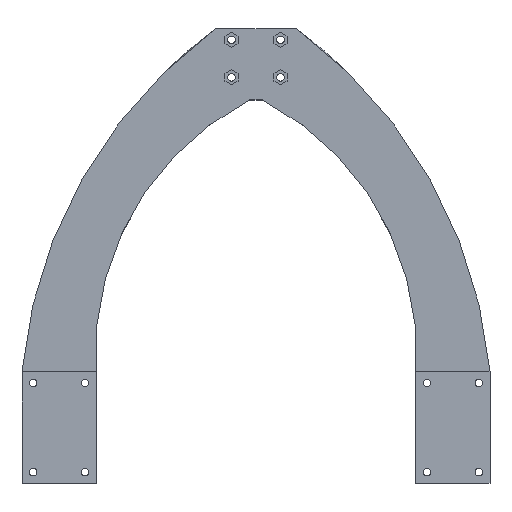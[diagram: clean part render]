
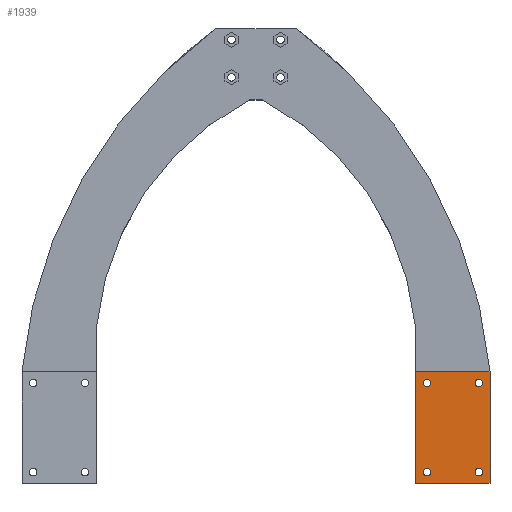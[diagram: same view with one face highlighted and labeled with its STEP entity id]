
A CAD part, top view. The second image highlights one B-rep face of the part: STEP entity #1939.
In plain terms, the highlighted planar face has unit normal (0, 0, 1).
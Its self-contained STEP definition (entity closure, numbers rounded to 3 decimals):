
#15 = CARTESIAN_POINT ( 'NONE',  ( 100., -91.662, 108.338 ) ) ;
#41 = CARTESIAN_POINT ( 'NONE',  ( 71.747, -121.662, 108.338 ) ) ;
#109 = CARTESIAN_POINT ( 'NONE',  ( 71.747, -96.662, 108.338 ) ) ;
#150 = EDGE_CURVE ( 'NONE', #1930, #433, #2159, .T. ) ;
#202 = AXIS2_PLACEMENT_3D ( 'NONE', #2033, #1770, #507 ) ;
#210 = DIRECTION ( 'NONE',  ( 0., 1., 0. ) ) ;
#214 = DIRECTION ( 'NONE',  ( 0., 1., 0. ) ) ;
#222 = CARTESIAN_POINT ( 'NONE',  ( 76.747, -91.662, 108.338 ) ) ;
#240 = VERTEX_POINT ( 'NONE', #2508 ) ;
#250 = EDGE_CURVE ( 'NONE', #433, #1930, #272, .T. ) ;
#272 = CIRCLE ( 'NONE', #1185, 1.7 ) ;
#335 = AXIS2_PLACEMENT_3D ( 'NONE', #222, #2271, #210 ) ;
#350 = VERTEX_POINT ( 'NONE', #2185 ) ;
#357 = FACE_BOUND ( 'NONE', #833, .T. ) ;
#363 = AXIS2_PLACEMENT_3D ( 'NONE', #2373, #492, #940 ) ;
#422 = LINE ( 'NONE', #805, #718 ) ;
#427 = CARTESIAN_POINT ( 'NONE',  ( 100., -91.662, 108.338 ) ) ;
#433 = VERTEX_POINT ( 'NONE', #722 ) ;
#492 = DIRECTION ( 'NONE',  ( 0., 0., -1. ) ) ;
#501 = VECTOR ( 'NONE', #1714, 1000. ) ;
#507 = DIRECTION ( 'NONE',  ( 0., 1., 0. ) ) ;
#512 = EDGE_CURVE ( 'NONE', #1948, #1858, #1946, .T. ) ;
#522 = DIRECTION ( 'NONE',  ( -1., 0., 0. ) ) ;
#543 = CIRCLE ( 'NONE', #1774, 1.7 ) ;
#557 = CARTESIAN_POINT ( 'NONE',  ( 105., -46.662, 108.338 ) ) ;
#573 = ORIENTED_EDGE ( 'NONE', *, *, #512, .T. ) ;
#577 = AXIS2_PLACEMENT_3D ( 'NONE', #1178, #1402, #962 ) ;
#580 = AXIS2_PLACEMENT_3D ( 'NONE', #1269, #2333, #1448 ) ;
#588 = EDGE_CURVE ( 'NONE', #2626, #1370, #2671, .T. ) ;
#594 = CARTESIAN_POINT ( 'NONE',  ( 105., -46.662, 108.338 ) ) ;
#611 = CARTESIAN_POINT ( 'NONE',  ( 76.747, -91.662, 108.338 ) ) ;
#627 = DIRECTION ( 'NONE',  ( 0., 1., 0. ) ) ;
#639 = AXIS2_PLACEMENT_3D ( 'NONE', #427, #1258, #1438 ) ;
#718 = VECTOR ( 'NONE', #1254, 1000. ) ;
#722 = CARTESIAN_POINT ( 'NONE',  ( 76.747, -53.362, 108.338 ) ) ;
#725 = FACE_BOUND ( 'NONE', #1599, .T. ) ;
#755 = ORIENTED_EDGE ( 'NONE', *, *, #1132, .T. ) ;
#769 = CARTESIAN_POINT ( 'NONE',  ( 105., -46.662, 108.338 ) ) ;
#780 = EDGE_CURVE ( 'NONE', #1858, #1948, #1807, .T. ) ;
#804 = EDGE_LOOP ( 'NONE', ( #755, #806 ) ) ;
#805 = CARTESIAN_POINT ( 'NONE',  ( 105., -96.662, 108.338 ) ) ;
#806 = ORIENTED_EDGE ( 'NONE', *, *, #2594, .T. ) ;
#811 = AXIS2_PLACEMENT_3D ( 'NONE', #15, #2511, #2281 ) ;
#833 = EDGE_LOOP ( 'NONE', ( #573, #1849 ) ) ;
#895 = VERTEX_POINT ( 'NONE', #109 ) ;
#940 = DIRECTION ( 'NONE',  ( 0., 1., 0. ) ) ;
#962 = DIRECTION ( 'NONE',  ( 0., 1., 0. ) ) ;
#984 = FACE_BOUND ( 'NONE', #804, .T. ) ;
#1081 = LINE ( 'NONE', #41, #501 ) ;
#1098 = CARTESIAN_POINT ( 'NONE',  ( 100., -93.362, 108.338 ) ) ;
#1132 = EDGE_CURVE ( 'NONE', #350, #1433, #543, .T. ) ;
#1169 = EDGE_LOOP ( 'NONE', ( #1306, #2280 ) ) ;
#1178 = CARTESIAN_POINT ( 'NONE',  ( 76.747, -51.662, 108.338 ) ) ;
#1185 = AXIS2_PLACEMENT_3D ( 'NONE', #2555, #2336, #627 ) ;
#1186 = FACE_BOUND ( 'NONE', #1169, .T. ) ;
#1188 = CARTESIAN_POINT ( 'NONE',  ( 76.747, -93.362, 108.338 ) ) ;
#1195 = EDGE_CURVE ( 'NONE', #1370, #895, #422, .T. ) ;
#1204 = CIRCLE ( 'NONE', #639, 1.7 ) ;
#1254 = DIRECTION ( 'NONE',  ( -1., 0., 0. ) ) ;
#1258 = DIRECTION ( 'NONE',  ( 0., 0., -1. ) ) ;
#1269 = CARTESIAN_POINT ( 'NONE',  ( 100., -51.662, 108.338 ) ) ;
#1279 = EDGE_CURVE ( 'NONE', #895, #2497, #1081, .T. ) ;
#1306 = ORIENTED_EDGE ( 'NONE', *, *, #2055, .T. ) ;
#1322 = EDGE_LOOP ( 'NONE', ( #1959, #2531, #1494, #2341 ) ) ;
#1370 = VERTEX_POINT ( 'NONE', #1422 ) ;
#1402 = DIRECTION ( 'NONE',  ( 0., 0., -1. ) ) ;
#1422 = CARTESIAN_POINT ( 'NONE',  ( 105., -96.662, 108.338 ) ) ;
#1433 = VERTEX_POINT ( 'NONE', #1188 ) ;
#1438 = DIRECTION ( 'NONE',  ( 0., 1., 0. ) ) ;
#1448 = DIRECTION ( 'NONE',  ( 0., 1., 0. ) ) ;
#1494 = ORIENTED_EDGE ( 'NONE', *, *, #2493, .T. ) ;
#1559 = CIRCLE ( 'NONE', #811, 1.7 ) ;
#1574 = EDGE_CURVE ( 'NONE', #1679, #240, #1559, .T. ) ;
#1581 = PLANE ( 'NONE',  #202 ) ;
#1599 = EDGE_LOOP ( 'NONE', ( #1642, #2147 ) ) ;
#1642 = ORIENTED_EDGE ( 'NONE', *, *, #150, .T. ) ;
#1679 = VERTEX_POINT ( 'NONE', #1098 ) ;
#1714 = DIRECTION ( 'NONE',  ( 0., 1., 0. ) ) ;
#1770 = DIRECTION ( 'NONE',  ( 0., 0., -1. ) ) ;
#1774 = AXIS2_PLACEMENT_3D ( 'NONE', #611, #1893, #214 ) ;
#1807 = CIRCLE ( 'NONE', #580, 1.7 ) ;
#1829 = CIRCLE ( 'NONE', #335, 1.7 ) ;
#1830 = FACE_OUTER_BOUND ( 'NONE', #1322, .T. ) ;
#1849 = ORIENTED_EDGE ( 'NONE', *, *, #780, .T. ) ;
#1858 = VERTEX_POINT ( 'NONE', #2020 ) ;
#1893 = DIRECTION ( 'NONE',  ( 0., 0., -1. ) ) ;
#1930 = VERTEX_POINT ( 'NONE', #2443 ) ;
#1939 = ADVANCED_FACE ( 'NONE', ( #984, #725, #357, #1186, #1830 ), #1581, .F. ) ;
#1946 = CIRCLE ( 'NONE', #363, 1.7 ) ;
#1948 = VERTEX_POINT ( 'NONE', #1983 ) ;
#1959 = ORIENTED_EDGE ( 'NONE', *, *, #1195, .F. ) ;
#1983 = CARTESIAN_POINT ( 'NONE',  ( 100., -49.962, 108.338 ) ) ;
#2020 = CARTESIAN_POINT ( 'NONE',  ( 100., -53.362, 108.338 ) ) ;
#2033 = CARTESIAN_POINT ( 'NONE',  ( 105., -46.662, 108.338 ) ) ;
#2055 = EDGE_CURVE ( 'NONE', #240, #1679, #1204, .T. ) ;
#2136 = VECTOR ( 'NONE', #522, 1000. ) ;
#2147 = ORIENTED_EDGE ( 'NONE', *, *, #250, .T. ) ;
#2159 = CIRCLE ( 'NONE', #577, 1.7 ) ;
#2185 = CARTESIAN_POINT ( 'NONE',  ( 76.747, -89.962, 108.338 ) ) ;
#2199 = CARTESIAN_POINT ( 'NONE',  ( 71.747, -46.662, 108.338 ) ) ;
#2248 = DIRECTION ( 'NONE',  ( 0., -1., 0. ) ) ;
#2271 = DIRECTION ( 'NONE',  ( 0., 0., -1. ) ) ;
#2280 = ORIENTED_EDGE ( 'NONE', *, *, #1574, .T. ) ;
#2281 = DIRECTION ( 'NONE',  ( 0., 1., 0. ) ) ;
#2333 = DIRECTION ( 'NONE',  ( 0., 0., -1. ) ) ;
#2335 = VECTOR ( 'NONE', #2248, 1000. ) ;
#2336 = DIRECTION ( 'NONE',  ( 0., 0., -1. ) ) ;
#2341 = ORIENTED_EDGE ( 'NONE', *, *, #1279, .F. ) ;
#2373 = CARTESIAN_POINT ( 'NONE',  ( 100., -51.662, 108.338 ) ) ;
#2443 = CARTESIAN_POINT ( 'NONE',  ( 76.747, -49.962, 108.338 ) ) ;
#2493 = EDGE_CURVE ( 'NONE', #2626, #2497, #2646, .T. ) ;
#2497 = VERTEX_POINT ( 'NONE', #2199 ) ;
#2508 = CARTESIAN_POINT ( 'NONE',  ( 100., -89.962, 108.338 ) ) ;
#2511 = DIRECTION ( 'NONE',  ( 0., 0., -1. ) ) ;
#2531 = ORIENTED_EDGE ( 'NONE', *, *, #588, .F. ) ;
#2555 = CARTESIAN_POINT ( 'NONE',  ( 76.747, -51.662, 108.338 ) ) ;
#2594 = EDGE_CURVE ( 'NONE', #1433, #350, #1829, .T. ) ;
#2626 = VERTEX_POINT ( 'NONE', #594 ) ;
#2646 = LINE ( 'NONE', #769, #2136 ) ;
#2671 = LINE ( 'NONE', #557, #2335 ) ;
